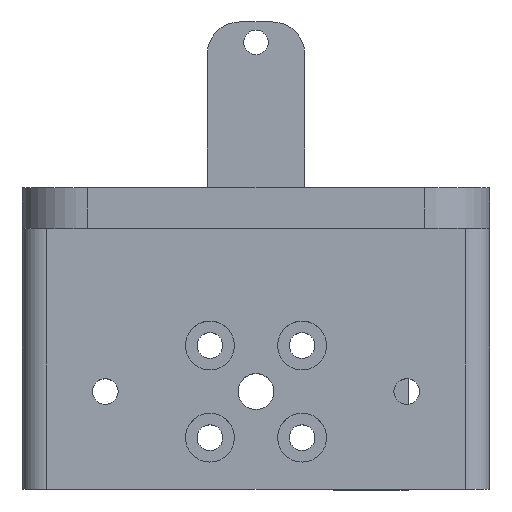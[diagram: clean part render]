
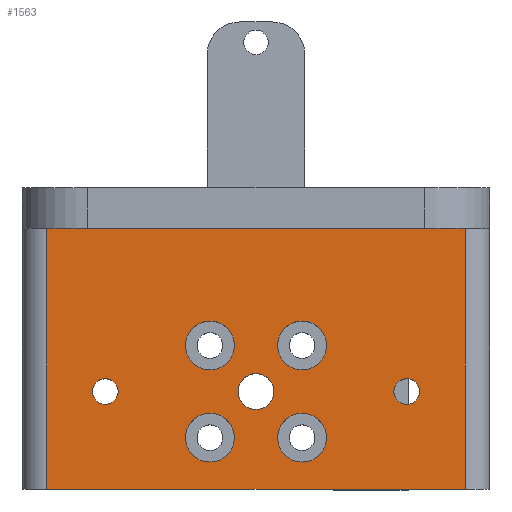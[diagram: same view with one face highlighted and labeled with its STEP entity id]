
A CAD part, top view. The second image highlights one B-rep face of the part: STEP entity #1563.
In plain terms, the highlighted planar face has unit normal (0, 0, 1).
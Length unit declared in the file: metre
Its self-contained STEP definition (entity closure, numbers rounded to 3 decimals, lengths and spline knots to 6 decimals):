
#99=LINE('',#2472,#235);
#100=LINE('',#2475,#236);
#101=LINE('',#2477,#237);
#102=LINE('',#2479,#238);
#235=VECTOR('',#1955,1.);
#236=VECTOR('',#1956,1.);
#237=VECTOR('',#1957,1.);
#238=VECTOR('',#1958,1.);
#398=ORIENTED_EDGE('',*,*,#822,.T.);
#399=ORIENTED_EDGE('',*,*,#826,.F.);
#400=ORIENTED_EDGE('',*,*,#827,.F.);
#401=ORIENTED_EDGE('',*,*,#828,.F.);
#402=ORIENTED_EDGE('',*,*,#829,.F.);
#403=ORIENTED_EDGE('',*,*,#830,.F.);
#404=ORIENTED_EDGE('',*,*,#831,.F.);
#405=ORIENTED_EDGE('',*,*,#832,.T.);
#406=ORIENTED_EDGE('',*,*,#833,.T.);
#407=ORIENTED_EDGE('',*,*,#834,.T.);
#408=ORIENTED_EDGE('',*,*,#824,.F.);
#822=EDGE_CURVE('',#1034,#1034,#1146,.T.);
#824=EDGE_CURVE('',#1036,#1036,#1148,.T.);
#826=EDGE_CURVE('',#1038,#1038,#1150,.T.);
#827=EDGE_CURVE('',#1039,#1039,#1151,.T.);
#828=EDGE_CURVE('',#1040,#1040,#1152,.T.);
#829=EDGE_CURVE('',#1041,#1041,#1153,.T.);
#830=EDGE_CURVE('',#1042,#1042,#1154,.T.);
#831=EDGE_CURVE('',#1043,#1044,#99,.T.);
#832=EDGE_CURVE('',#1043,#1045,#100,.F.);
#833=EDGE_CURVE('',#1045,#1046,#101,.T.);
#834=EDGE_CURVE('',#1046,#1044,#102,.T.);
#1034=VERTEX_POINT('',#2453);
#1036=VERTEX_POINT('',#2458);
#1038=VERTEX_POINT('',#2463);
#1039=VERTEX_POINT('',#2465);
#1040=VERTEX_POINT('',#2467);
#1041=VERTEX_POINT('',#2469);
#1042=VERTEX_POINT('',#2471);
#1043=VERTEX_POINT('',#2473);
#1044=VERTEX_POINT('',#2474);
#1045=VERTEX_POINT('',#2476);
#1046=VERTEX_POINT('',#2478);
#1146=CIRCLE('',#1686,0.001575);
#1148=CIRCLE('',#1689,0.001575);
#1150=CIRCLE('',#1692,0.003);
#1151=CIRCLE('',#1693,0.003);
#1152=CIRCLE('',#1694,0.003);
#1153=CIRCLE('',#1695,0.003);
#1154=CIRCLE('',#1696,0.0022);
#1229=EDGE_LOOP('',(#398));
#1230=EDGE_LOOP('',(#399));
#1231=EDGE_LOOP('',(#400));
#1232=EDGE_LOOP('',(#401));
#1233=EDGE_LOOP('',(#402));
#1234=EDGE_LOOP('',(#403));
#1235=EDGE_LOOP('',(#404,#405,#406,#407));
#1236=EDGE_LOOP('',(#408));
#1377=FACE_BOUND('',#1229,.T.);
#1378=FACE_BOUND('',#1230,.T.);
#1379=FACE_BOUND('',#1231,.T.);
#1380=FACE_BOUND('',#1232,.T.);
#1381=FACE_BOUND('',#1233,.T.);
#1382=FACE_BOUND('',#1234,.T.);
#1383=FACE_BOUND('',#1235,.T.);
#1384=FACE_BOUND('',#1236,.T.);
#1508=PLANE('',#1691);
#1563=ADVANCED_FACE('',(#1377,#1378,#1379,#1380,#1381,#1382,#1383,#1384),
#1508,.T.);
#1686=AXIS2_PLACEMENT_3D('',#2452,#1933,#1934);
#1689=AXIS2_PLACEMENT_3D('',#2457,#1939,#1940);
#1691=AXIS2_PLACEMENT_3D('',#2461,#1943,#1944);
#1692=AXIS2_PLACEMENT_3D('',#2462,#1945,#1946);
#1693=AXIS2_PLACEMENT_3D('',#2464,#1947,#1948);
#1694=AXIS2_PLACEMENT_3D('',#2466,#1949,#1950);
#1695=AXIS2_PLACEMENT_3D('',#2468,#1951,#1952);
#1696=AXIS2_PLACEMENT_3D('',#2470,#1953,#1954);
#1933=DIRECTION('',(0.,0.,-1.));
#1934=DIRECTION('',(1.,0.,0.));
#1939=DIRECTION('',(0.,0.,1.));
#1940=DIRECTION('',(1.,0.,0.));
#1943=DIRECTION('',(0.,0.,1.));
#1944=DIRECTION('',(1.,0.,0.));
#1945=DIRECTION('',(0.,0.,1.));
#1946=DIRECTION('',(1.,0.,0.));
#1947=DIRECTION('',(0.,0.,1.));
#1948=DIRECTION('',(1.,0.,0.));
#1949=DIRECTION('',(0.,0.,1.));
#1950=DIRECTION('',(1.,0.,0.));
#1951=DIRECTION('',(0.,0.,1.));
#1952=DIRECTION('',(1.,0.,0.));
#1953=DIRECTION('',(0.,0.,1.));
#1954=DIRECTION('',(1.,0.,0.));
#1955=DIRECTION('',(1.,0.,0.));
#1956=DIRECTION('',(0.,1.,0.));
#1957=DIRECTION('',(1.,0.,0.));
#1958=DIRECTION('',(0.,1.,0.));
#2452=CARTESIAN_POINT('',(0.0185,-0.025,0.02));
#2453=CARTESIAN_POINT('',(0.020075,-0.025,0.02));
#2457=CARTESIAN_POINT('',(-0.0185,-0.025,0.02));
#2458=CARTESIAN_POINT('',(-0.016925,-0.025,0.02));
#2461=CARTESIAN_POINT('',(0.,-0.037,0.02));
#2462=CARTESIAN_POINT('',(-0.005657,-0.030657,0.02));
#2463=CARTESIAN_POINT('',(-0.002657,-0.030657,0.02));
#2464=CARTESIAN_POINT('',(0.005657,-0.030657,0.02));
#2465=CARTESIAN_POINT('',(0.008657,-0.030657,0.02));
#2466=CARTESIAN_POINT('',(0.005657,-0.019343,0.02));
#2467=CARTESIAN_POINT('',(0.008657,-0.019343,0.02));
#2468=CARTESIAN_POINT('',(-0.005657,-0.019343,0.02));
#2469=CARTESIAN_POINT('',(-0.002657,-0.019343,0.02));
#2470=CARTESIAN_POINT('',(0.,-0.025,0.02));
#2471=CARTESIAN_POINT('',(0.0022,-0.025,0.02));
#2472=CARTESIAN_POINT('',(0.,-0.005,0.02));
#2473=CARTESIAN_POINT('',(-0.025672,-0.005,0.02));
#2474=CARTESIAN_POINT('',(0.025672,-0.005,0.02));
#2475=CARTESIAN_POINT('',(-0.025672,-0.037,0.02));
#2476=CARTESIAN_POINT('',(-0.025672,-0.037,0.02));
#2477=CARTESIAN_POINT('',(0.,-0.037,0.02));
#2478=CARTESIAN_POINT('',(0.025672,-0.037,0.02));
#2479=CARTESIAN_POINT('',(0.025672,-0.005,0.02));
